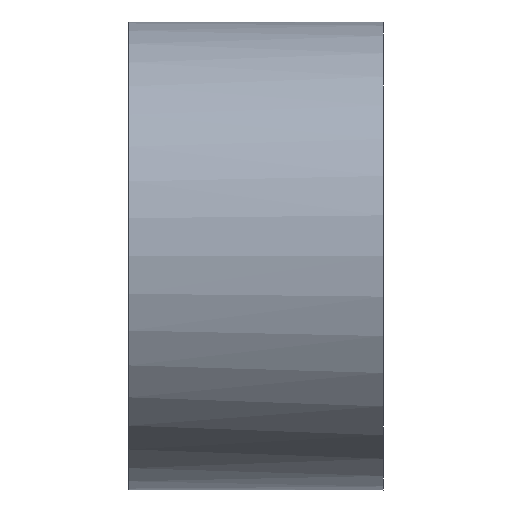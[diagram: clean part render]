
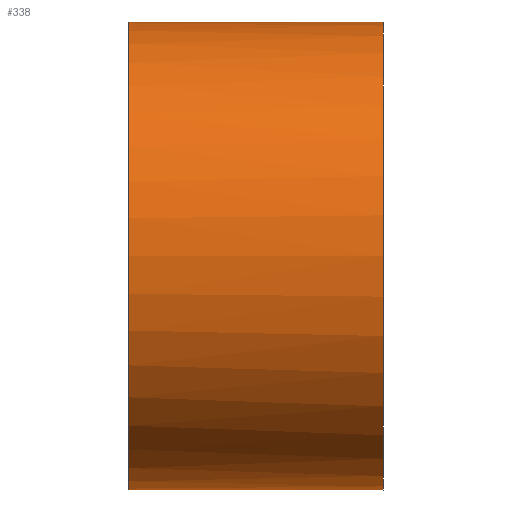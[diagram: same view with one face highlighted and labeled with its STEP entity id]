
A CAD part, left-side view. The second image highlights one B-rep face of the part: STEP entity #338.
In plain terms, the highlighted cylindrical face has radius 3.5 mm (diameter 7 mm), a full revolution.
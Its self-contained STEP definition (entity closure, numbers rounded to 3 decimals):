
#53=FACE_OUTER_BOUND('',#79,.T.);
#79=EDGE_LOOP('',(#290,#291,#292,#293,#294,#295,#296,#297,#298));
#98=LINE('',#560,#116);
#100=LINE('',#565,#118);
#105=LINE('',#595,#123);
#116=VECTOR('',#458,10.);
#118=VECTOR('',#462,10.);
#123=VECTOR('',#501,3.5);
#136=CIRCLE('',#372,3.5);
#137=CIRCLE('',#373,3.5);
#146=CIRCLE('',#391,3.5);
#148=CIRCLE('',#395,3.5);
#149=CIRCLE('',#396,3.5);
#158=VERTEX_POINT('',#530);
#163=VERTEX_POINT('',#543);
#164=VERTEX_POINT('',#546);
#168=VERTEX_POINT('',#557);
#170=VERTEX_POINT('',#563);
#176=VERTEX_POINT('',#586);
#178=VERTEX_POINT('',#593);
#197=EDGE_CURVE('',#158,#163,#136,.T.);
#198=EDGE_CURVE('',#164,#158,#137,.T.);
#205=EDGE_CURVE('',#168,#164,#98,.T.);
#207=EDGE_CURVE('',#163,#170,#100,.T.);
#217=EDGE_CURVE('',#176,#176,#146,.T.);
#220=EDGE_CURVE('',#178,#170,#148,.T.);
#221=EDGE_CURVE('',#178,#176,#105,.T.);
#222=EDGE_CURVE('',#168,#178,#149,.T.);
#290=ORIENTED_EDGE('',*,*,#197,.T.);
#291=ORIENTED_EDGE('',*,*,#207,.T.);
#292=ORIENTED_EDGE('',*,*,#220,.F.);
#293=ORIENTED_EDGE('',*,*,#221,.T.);
#294=ORIENTED_EDGE('',*,*,#217,.F.);
#295=ORIENTED_EDGE('',*,*,#221,.F.);
#296=ORIENTED_EDGE('',*,*,#222,.F.);
#297=ORIENTED_EDGE('',*,*,#205,.T.);
#298=ORIENTED_EDGE('',*,*,#198,.T.);
#321=CYLINDRICAL_SURFACE('',#394,3.5);
#338=ADVANCED_FACE('',(#53),#321,.T.);
#372=AXIS2_PLACEMENT_3D('',#545,#442,#443);
#373=AXIS2_PLACEMENT_3D('',#547,#444,#445);
#391=AXIS2_PLACEMENT_3D('',#587,#490,#491);
#394=AXIS2_PLACEMENT_3D('',#592,#497,#498);
#395=AXIS2_PLACEMENT_3D('',#594,#499,#500);
#396=AXIS2_PLACEMENT_3D('',#596,#502,#503);
#442=DIRECTION('center_axis',(0.,-1.,0.));
#443=DIRECTION('ref_axis',(1.,0.,0.));
#444=DIRECTION('center_axis',(0.,-1.,0.));
#445=DIRECTION('ref_axis',(1.,0.,0.));
#458=DIRECTION('',(0.,-1.,0.));
#462=DIRECTION('',(0.,1.,0.));
#490=DIRECTION('center_axis',(0.,-1.,0.));
#491=DIRECTION('ref_axis',(1.,0.,0.));
#497=DIRECTION('center_axis',(0.,1.,0.));
#498=DIRECTION('ref_axis',(1.,0.,0.));
#499=DIRECTION('center_axis',(0.,1.,0.));
#500=DIRECTION('ref_axis',(1.,0.,0.));
#501=DIRECTION('',(0.,-1.,0.));
#502=DIRECTION('center_axis',(0.,1.,0.));
#503=DIRECTION('ref_axis',(1.,0.,0.));
#530=CARTESIAN_POINT('',(3.5,-0.45,0.));
#543=CARTESIAN_POINT('',(0.741,-0.45,3.421));
#545=CARTESIAN_POINT('Origin',(0.,-0.45,0.));
#546=CARTESIAN_POINT('',(0.741,-0.45,-3.421));
#547=CARTESIAN_POINT('Origin',(0.,-0.45,0.));
#557=CARTESIAN_POINT('',(0.741,1.,-3.421));
#560=CARTESIAN_POINT('',(0.741,0.,-3.421));
#563=CARTESIAN_POINT('',(0.741,1.,3.421));
#565=CARTESIAN_POINT('',(0.741,0.,3.421));
#586=CARTESIAN_POINT('',(-3.5,-2.8,0.));
#587=CARTESIAN_POINT('Origin',(0.,-2.8,0.));
#592=CARTESIAN_POINT('Origin',(0.,0.,0.));
#593=CARTESIAN_POINT('',(-3.5,1.,0.));
#594=CARTESIAN_POINT('Origin',(0.,1.,0.));
#595=CARTESIAN_POINT('',(-3.5,0.,0.));
#596=CARTESIAN_POINT('Origin',(0.,1.,0.));
